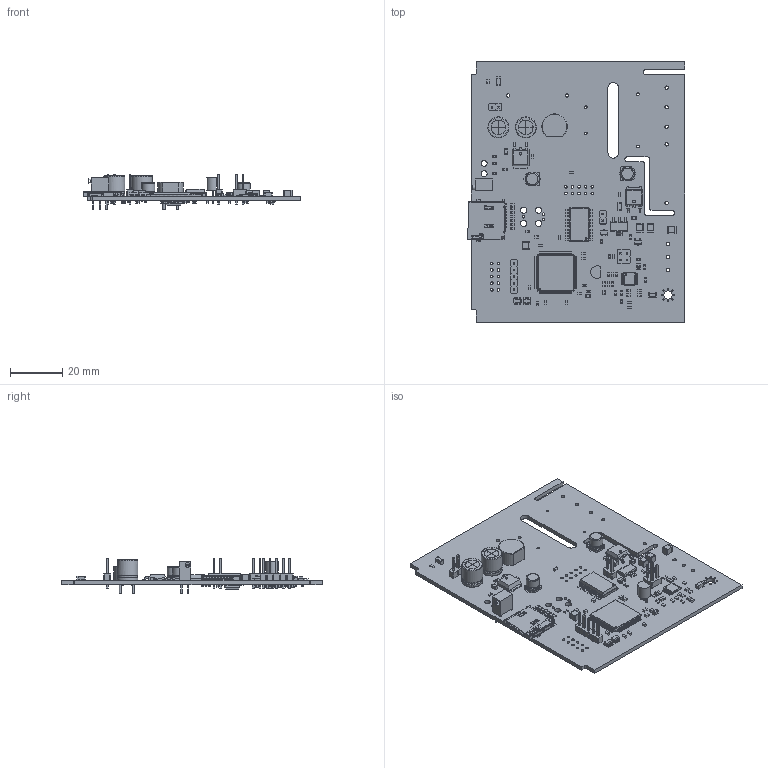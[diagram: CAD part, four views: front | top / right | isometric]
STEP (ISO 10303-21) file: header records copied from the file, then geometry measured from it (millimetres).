
FILE_DESCRIPTION(('KiCad electronic assembly'),'2;1');
FILE_NAME('reflow-oven-control-pcb.step','2020-04-27T00:07:04',( 'An Author'),('A Company'),'Open CASCADE STEP processor 7.4', 'KiCad to STEP converter','Unknown');
FILE_SCHEMA(('AUTOMOTIVE_DESIGN { 1 0 10303 214 1 1 1 1 }'));
Length unit declared in the file: millimetre
Products named in the file (53): Open CASCADE STEP translator 7.4 1; SO-8_5.3x6.2mm_P1.27mm; SOLID; C_0603_1608Metric; attend-microsd; COMPOUND; SOT-23-6; R_0603_1608Metric; SOT-23; TSSOP-14_4.4x5mm_P0.65mm; C_1210_3225Metric; SOT-223; LQFP-100_14x14mm_P0.5mm; C_1206_3216Metric; CP_Radial_D8.0mm_P3.50mm; C_0805_2012Metric; C_Elec_5x5.4; LED_0603_1608Metric; Diode_Bridge_Round_D9.8mm; L_0603_1608Metric; PinHeader_2x02_P2.54mm_Vertical; PinHeader_1x05_P2.54mm_Vertical; L_0805_2012Metric; PinHeader_1x02_P2.54mm_Vertical; Potentiometer_Bourns_3266X_Horizontal; TO-252-2; SOIC-20W_7.5x12.8mm_P1.27mm; vasch_strip_5x2_90; TO-92_Inline
Assembly tree (137 placements, depth 3):
  Open CASCADE STEP translator 7.4 1
    SO-8_5.3x6.2mm_P1.27mm
      SOLID
    C_0603_1608Metric  x34
      SOLID
    attend-microsd
      COMPOUND
    SOT-23-6  x2
      SOLID
    R_0603_1608Metric  x39
      SOLID
    SOT-23  x3
      SOLID
    TSSOP-14_4.4x5mm_P0.65mm
      SOLID
    C_1210_3225Metric  x4
      SOLID
    SOT-223
      SOLID
    LQFP-100_14x14mm_P0.5mm
      SOLID
    C_1206_3216Metric  x3
      SOLID
    CP_Radial_D8.0mm_P3.50mm  x2
      SOLID
    C_0805_2012Metric  x2
      SOLID
    C_Elec_5x5.4  x2
      COMPOUND
    LED_0603_1608Metric  x2
      SOLID
    Diode_Bridge_Round_D9.8mm
      SOLID
    L_0603_1608Metric
      SOLID
    PinHeader_2x02_P2.54mm_Vertical
      SOLID
    PinHeader_1x05_P2.54mm_Vertical
      SOLID
    L_0805_2012Metric
      SOLID
    PinHeader_1x02_P2.54mm_Vertical  x2
      SOLID
    Potentiometer_Bourns_3266X_Horizontal
      SOLID
    TO-252-2  x2
      SOLID
    SOIC-20W_7.5x12.8mm_P1.27mm
      SOLID
    vasch_strip_5x2_90
    TO-92_Inline
      SOLID
    COMPOUND
Bounding box: 83.5 x 100 x 13.54 mm (x, y, z)
Volume: 15705 mm3; surface area: 23146 mm2
Topology: 126 solids, 128 shells, 7418 faces, 19676 edges, 12637 vertices
Faces by surface type: plane 4896, cylinder 2018, bspline 439, cone 34, torus 17, revolution 14
Full cylindrical faces by diameter (mm): 0.02 x2, 0.4 x1, 0.46 x3, 0.5 x14, 0.6 x1, 0.75 x3, 0.8 x11, 0.991 x3, 1 x45, 1.3 x7, 1.32 x3, 1.78 x1, 2.3 x2, 2.375 x4, 3.2 x1, 5 x4
Entity records: 367080 total; most frequent: CARTESIAN_POINT 86691, DIRECTION 47249, LINE 32423, VECTOR 32423, ORIENTED_EDGE 25798, PCURVE 25798, DEFINITIONAL_REPRESENTATION 25798, EDGE_CURVE 12899
